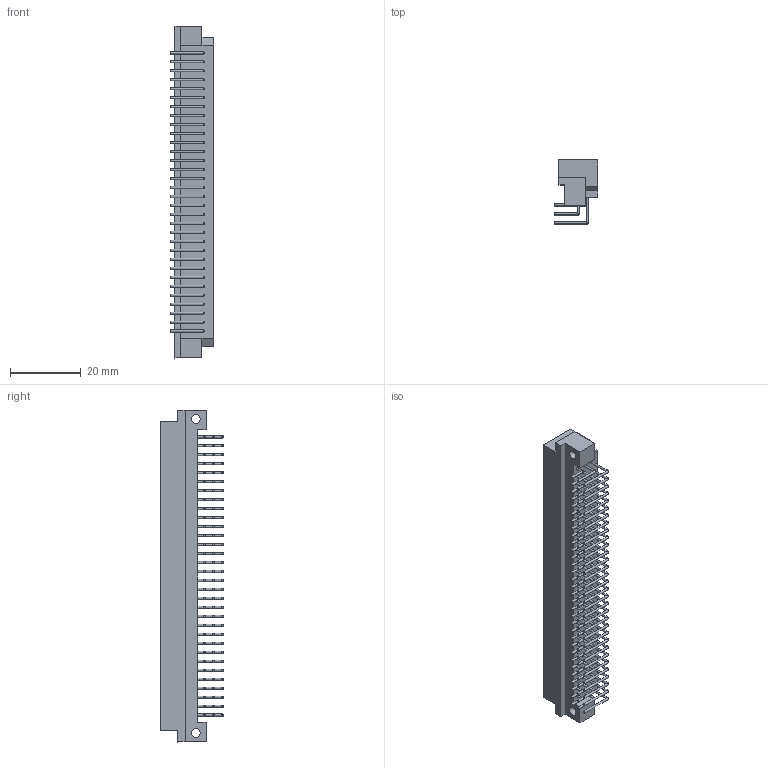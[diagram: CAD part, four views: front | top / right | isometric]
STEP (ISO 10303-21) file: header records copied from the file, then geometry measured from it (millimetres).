
FILE_DESCRIPTION(/* description */ (''),/* implementation_level */ '2;1');
FILE_NAME(/* name */ '09031102020300_100072334MOD000B v1.step',/* time_stamp */ '2021-11-01T23:59:19+01:00',/* author */ (''),/* organization */ (''),/* preprocessor_version */ 'ST-DEVELOPER v18.1',/* originating_system */ 'Autodesk Translation Framework v10.10.0.1391',/* authorisation */ '');
FILE_SCHEMA (('AUTOMOTIVE_DESIGN { 1 0 10303 214 3 1 1 }'));
Length unit declared in the file: millimetre
Products named in the file (1): 09031102020300_100072334MOD000B
Bounding box: 12.35 x 18.02 x 94 mm (x, y, z)
Volume: 5706.4 mm3; surface area: 8359 mm2
Topology: 1 solids, 1 shells, 625 faces, 1274 edges, 652 vertices
Faces by surface type: cylinder 290, plane 239, sphere 96
Full cylindrical faces by diameter (mm): 0.6 x288, 2.5 x2
Entity records: 15052 total; most frequent: DIRECTION 3010, CARTESIAN_POINT 2360, ORIENTED_EDGE 2164, AXIS2_PLACEMENT_3D 1302, EDGE_CURVE 1082, EDGE_LOOP 822, VERTEX_POINT 652, FACE_OUTER_BOUND 625
